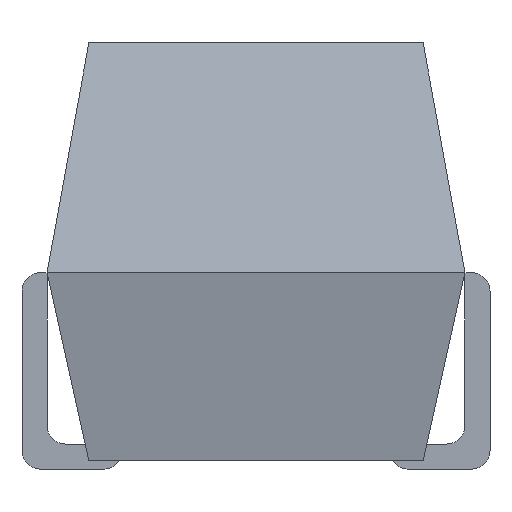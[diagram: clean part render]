
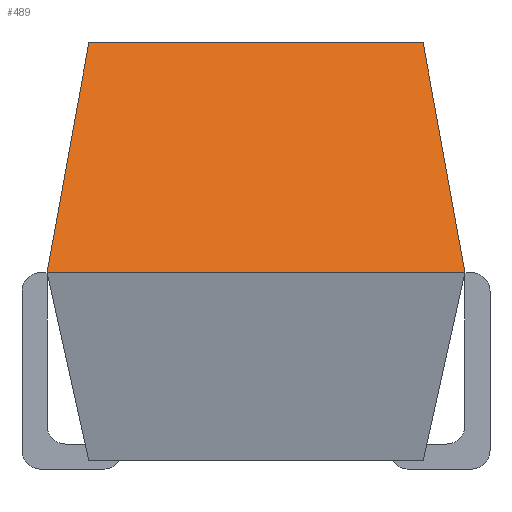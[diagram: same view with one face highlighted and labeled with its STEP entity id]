
A CAD part, front view. The second image highlights one B-rep face of the part: STEP entity #489.
In plain terms, the highlighted planar face has unit normal (0, -0.942, 0.336).
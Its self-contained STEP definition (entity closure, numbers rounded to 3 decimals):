
#32 = PLANE('',#33);
#33 = AXIS2_PLACEMENT_3D('',#34,#35,#36);
#34 = CARTESIAN_POINT('',(-2.,6.55,2.75));
#35 = DIRECTION('',(0.984,0.,-0.179));
#36 = DIRECTION('',(-0.179,0.,-0.984));
#55 = VERTEX_POINT('',#56);
#56 = CARTESIAN_POINT('',(-2.,-5.568,2.75));
#70 = PLANE('',#71);
#71 = AXIS2_PLACEMENT_3D('',#72,#73,#74);
#72 = CARTESIAN_POINT('',(-2.,6.55,2.75));
#73 = DIRECTION('',(0.,0.,1.));
#74 = DIRECTION('',(1.,0.,0.));
#82 = EDGE_CURVE('',#55,#83,#85,.T.);
#83 = VERTEX_POINT('',#84);
#84 = CARTESIAN_POINT('',(-2.5,-6.55,0.));
#85 = SURFACE_CURVE('',#86,(#90,#96),.PCURVE_S1.);
#86 = LINE('',#87,#88);
#87 = CARTESIAN_POINT('',(-1.912,-5.396,3.232
    ));
#88 = VECTOR('',#89,1.);
#89 = DIRECTION('',(-0.169,-0.332,-0.928));
#90 = PCURVE('',#32,#91);
#91 = DEFINITIONAL_REPRESENTATION('',(#92),#95);
#92 = B_SPLINE_CURVE_WITH_KNOTS('',1,(#93,#94),.UNSPECIFIED.,.F.,.F.,(2,
    2),(0.519,3.481),.PIECEWISE_BEZIER_KNOTS.);
#93 = CARTESIAN_POINT('',(0.,-12.118));
#94 = CARTESIAN_POINT('',(2.795,-13.1));
#95 = ( GEOMETRIC_REPRESENTATION_CONTEXT(2) 
PARAMETRIC_REPRESENTATION_CONTEXT() REPRESENTATION_CONTEXT('2D SPACE',''
  ) );
#96 = PCURVE('',#97,#102);
#97 = PLANE('',#98);
#98 = AXIS2_PLACEMENT_3D('',#99,#100,#101);
#99 = CARTESIAN_POINT('',(-2.6,-6.55,0.));
#100 = DIRECTION('',(0.,-0.942,0.336
    ));
#101 = DIRECTION('',(0.,0.336,0.942)
  );
#102 = DEFINITIONAL_REPRESENTATION('',(#103),#106);
#103 = B_SPLINE_CURVE_WITH_KNOTS('',1,(#104,#105),.UNSPECIFIED.,.F.,.F.,
  (2,2),(0.519,3.481),.PIECEWISE_BEZIER_KNOTS.);
#104 = CARTESIAN_POINT('',(2.92,-0.6));
#105 = CARTESIAN_POINT('',(0.,-0.1));
#106 = ( GEOMETRIC_REPRESENTATION_CONTEXT(2) 
PARAMETRIC_REPRESENTATION_CONTEXT() REPRESENTATION_CONTEXT('2D SPACE',''
  ) );
#181 = PLANE('',#182);
#182 = AXIS2_PLACEMENT_3D('',#183,#184,#185);
#183 = CARTESIAN_POINT('',(2.5,6.55,0.));
#184 = DIRECTION('',(-0.984,0.,-0.179));
#185 = DIRECTION('',(-0.179,0.,0.984));
#251 = PLANE('',#252);
#252 = AXIS2_PLACEMENT_3D('',#253,#254,#255);
#253 = CARTESIAN_POINT('',(-2.6,-6.55,0.));
#254 = DIRECTION('',(0.,0.977,0.212)
  );
#255 = DIRECTION('',(0.,0.212,-0.977)
  );
#489 = ADVANCED_FACE('',(#490),#97,.T.);
#490 = FACE_BOUND('',#491,.T.);
#491 = EDGE_LOOP('',(#492,#493,#516,#537));
#492 = ORIENTED_EDGE('',*,*,#82,.T.);
#493 = ORIENTED_EDGE('',*,*,#494,.T.);
#494 = EDGE_CURVE('',#83,#495,#497,.T.);
#495 = VERTEX_POINT('',#496);
#496 = CARTESIAN_POINT('',(2.5,-6.55,0.));
#497 = SURFACE_CURVE('',#498,(#502,#509),.PCURVE_S1.);
#498 = LINE('',#499,#500);
#499 = CARTESIAN_POINT('',(-2.6,-6.55,0.));
#500 = VECTOR('',#501,1.);
#501 = DIRECTION('',(1.,0.,0.));
#502 = PCURVE('',#97,#503);
#503 = DEFINITIONAL_REPRESENTATION('',(#504),#508);
#504 = LINE('',#505,#506);
#505 = CARTESIAN_POINT('',(0.,0.));
#506 = VECTOR('',#507,1.);
#507 = DIRECTION('',(0.,-1.));
#508 = ( GEOMETRIC_REPRESENTATION_CONTEXT(2) 
PARAMETRIC_REPRESENTATION_CONTEXT() REPRESENTATION_CONTEXT('2D SPACE',''
  ) );
#509 = PCURVE('',#251,#510);
#510 = DEFINITIONAL_REPRESENTATION('',(#511),#515);
#511 = LINE('',#512,#513);
#512 = CARTESIAN_POINT('',(0.,0.));
#513 = VECTOR('',#514,1.);
#514 = DIRECTION('',(0.,-1.));
#515 = ( GEOMETRIC_REPRESENTATION_CONTEXT(2) 
PARAMETRIC_REPRESENTATION_CONTEXT() REPRESENTATION_CONTEXT('2D SPACE',''
  ) );
#516 = ORIENTED_EDGE('',*,*,#517,.T.);
#517 = EDGE_CURVE('',#495,#518,#520,.T.);
#518 = VERTEX_POINT('',#519);
#519 = CARTESIAN_POINT('',(2.,-5.568,2.75));
#520 = SURFACE_CURVE('',#521,(#525,#531),.PCURVE_S1.);
#521 = LINE('',#522,#523);
#522 = CARTESIAN_POINT('',(2.061,-5.687,2.415
    ));
#523 = VECTOR('',#524,1.);
#524 = DIRECTION('',(-0.169,0.332,0.928));
#525 = PCURVE('',#97,#526);
#526 = DEFINITIONAL_REPRESENTATION('',(#527),#530);
#527 = B_SPLINE_CURVE_WITH_KNOTS('',1,(#528,#529),.UNSPECIFIED.,.F.,.F.,
  (2,2),(-2.602,0.361),.PIECEWISE_BEZIER_KNOTS.);
#528 = CARTESIAN_POINT('',(0.,-5.1));
#529 = CARTESIAN_POINT('',(2.92,-4.6));
#530 = ( GEOMETRIC_REPRESENTATION_CONTEXT(2) 
PARAMETRIC_REPRESENTATION_CONTEXT() REPRESENTATION_CONTEXT('2D SPACE',''
  ) );
#531 = PCURVE('',#181,#532);
#532 = DEFINITIONAL_REPRESENTATION('',(#533),#536);
#533 = B_SPLINE_CURVE_WITH_KNOTS('',1,(#534,#535),.UNSPECIFIED.,.F.,.F.,
  (2,2),(-2.602,0.361),.PIECEWISE_BEZIER_KNOTS.);
#534 = CARTESIAN_POINT('',(0.,-13.1));
#535 = CARTESIAN_POINT('',(2.795,-12.118));
#536 = ( GEOMETRIC_REPRESENTATION_CONTEXT(2) 
PARAMETRIC_REPRESENTATION_CONTEXT() REPRESENTATION_CONTEXT('2D SPACE',''
  ) );
#537 = ORIENTED_EDGE('',*,*,#538,.F.);
#538 = EDGE_CURVE('',#55,#518,#539,.T.);
#539 = SURFACE_CURVE('',#540,(#544,#550),.PCURVE_S1.);
#540 = LINE('',#541,#542);
#541 = CARTESIAN_POINT('',(-2.3,-5.568,2.75));
#542 = VECTOR('',#543,1.);
#543 = DIRECTION('',(1.,0.,0.));
#544 = PCURVE('',#97,#545);
#545 = DEFINITIONAL_REPRESENTATION('',(#546),#549);
#546 = B_SPLINE_CURVE_WITH_KNOTS('',1,(#547,#548),.UNSPECIFIED.,.F.,.F.,
  (2,2),(0.3,4.3),.PIECEWISE_BEZIER_KNOTS.);
#547 = CARTESIAN_POINT('',(2.92,-0.6));
#548 = CARTESIAN_POINT('',(2.92,-4.6));
#549 = ( GEOMETRIC_REPRESENTATION_CONTEXT(2) 
PARAMETRIC_REPRESENTATION_CONTEXT() REPRESENTATION_CONTEXT('2D SPACE',''
  ) );
#550 = PCURVE('',#70,#551);
#551 = DEFINITIONAL_REPRESENTATION('',(#552),#555);
#552 = B_SPLINE_CURVE_WITH_KNOTS('',1,(#553,#554),.UNSPECIFIED.,.F.,.F.,
  (2,2),(0.3,4.3),.PIECEWISE_BEZIER_KNOTS.);
#553 = CARTESIAN_POINT('',(0.,-12.118));
#554 = CARTESIAN_POINT('',(4.,-12.118));
#555 = ( GEOMETRIC_REPRESENTATION_CONTEXT(2) 
PARAMETRIC_REPRESENTATION_CONTEXT() REPRESENTATION_CONTEXT('2D SPACE',''
  ) );
